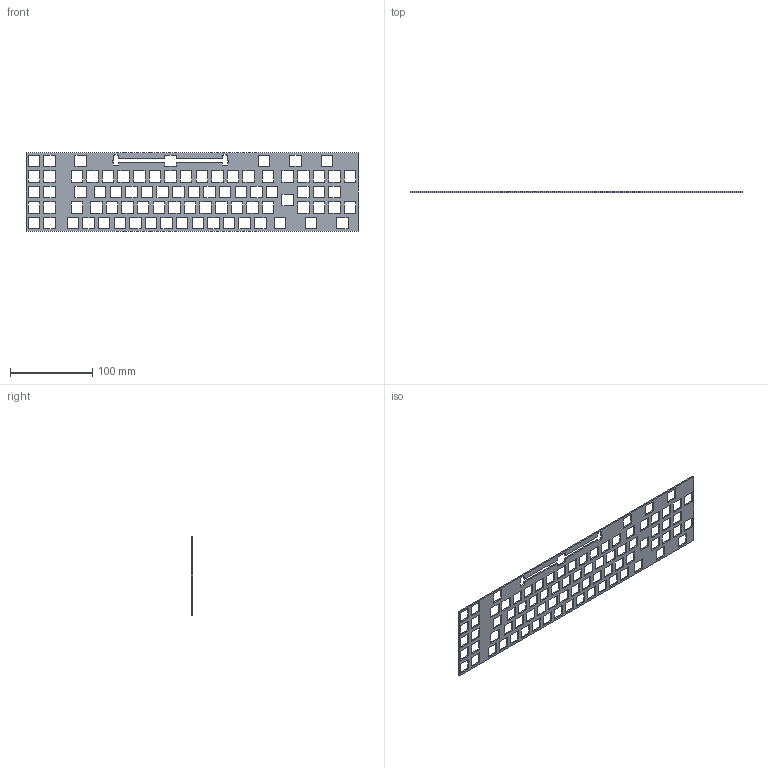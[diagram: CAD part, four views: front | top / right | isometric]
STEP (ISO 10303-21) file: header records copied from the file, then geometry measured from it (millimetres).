
FILE_DESCRIPTION(/* description */ (''),/* implementation_level */ '2;1');
FILE_NAME(/* name */ 'plate.step',/* time_stamp */ '2026-01-03T01:53:28-07:00',/* author */ (''),/* organization */ (''),/* preprocessor_version */ 'ST-DEVELOPER v20.1',/* originating_system */ 'Autodesk Translation Framework v14.21.0.0',/* authorisation */ '');
FILE_SCHEMA (('AUTOMOTIVE_DESIGN { 1 0 10303 214 3 1 1 }'));
Length unit declared in the file: millimetre
Products named in the file (1): (Unsaved)
Bounding box: 404.81 x 1.6 x 95.25 mm (x, y, z)
Volume: 34552.6 mm3; surface area: 52693.2 mm2
Topology: 1 solids, 1 shells, 370 faces, 1104 edges, 736 vertices
Faces by surface type: plane 370
Entity records: 12533 total; most frequent: CARTESIAN_POINT 2211, ORIENTED_EDGE 2208, DIRECTION 1846, LINE 1104, VECTOR 1104, EDGE_CURVE 1104, VERTEX_POINT 736, EDGE_LOOP 536
